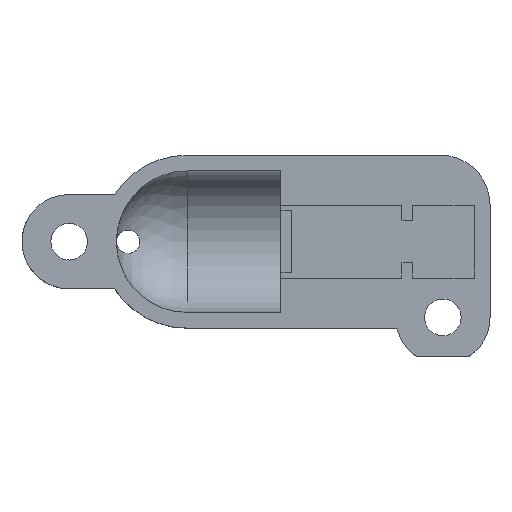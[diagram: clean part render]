
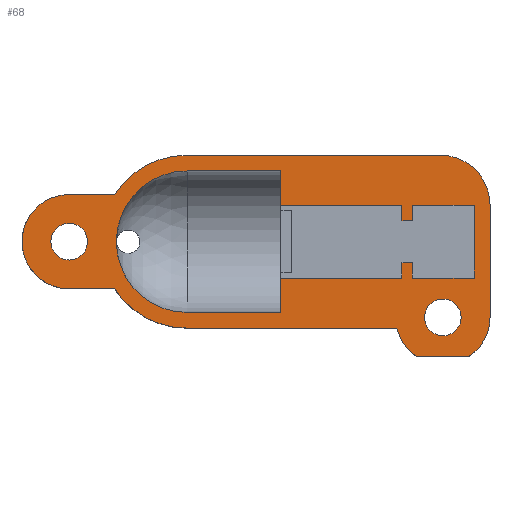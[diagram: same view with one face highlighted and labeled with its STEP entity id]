
A CAD part, top view. The second image highlights one B-rep face of the part: STEP entity #68.
In plain terms, the highlighted planar face has unit normal (0, 0, 1).
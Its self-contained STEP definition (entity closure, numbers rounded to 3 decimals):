
#21 = EDGE_CURVE('',#22,#24,#26,.T.);
#22 = VERTEX_POINT('',#23);
#23 = CARTESIAN_POINT('',(4.5,4.5,8.25));
#24 = VERTEX_POINT('',#25);
#25 = CARTESIAN_POINT('',(0.,0.,8.25));
#26 = CIRCLE('',#27,4.5);
#27 = AXIS2_PLACEMENT_3D('',#28,#29,#30);
#28 = CARTESIAN_POINT('',(4.5,0.,8.25));
#29 = DIRECTION('',(0.,0.,1.));
#30 = DIRECTION('',(-1.,0.,0.));
#68 = ADVANCED_FACE('',(#69,#196,#207,#218),#358,.T.);
#69 = FACE_BOUND('',#70,.T.);
#70 = EDGE_LOOP('',(#71,#72,#81,#89,#98,#106,#115,#123,#132,#140,#148,
    #156,#165,#173,#181,#190));
#71 = ORIENTED_EDGE('',*,*,#21,.T.);
#72 = ORIENTED_EDGE('',*,*,#73,.T.);
#73 = EDGE_CURVE('',#24,#74,#76,.T.);
#74 = VERTEX_POINT('',#75);
#75 = CARTESIAN_POINT('',(4.5,-4.5,8.25));
#76 = CIRCLE('',#77,4.5);
#77 = AXIS2_PLACEMENT_3D('',#78,#79,#80);
#78 = CARTESIAN_POINT('',(4.5,0.,8.25));
#79 = DIRECTION('',(0.,0.,1.));
#80 = DIRECTION('',(-1.,0.,0.));
#81 = ORIENTED_EDGE('',*,*,#82,.F.);
#82 = EDGE_CURVE('',#83,#74,#85,.T.);
#83 = VERTEX_POINT('',#84);
#84 = CARTESIAN_POINT('',(8.835,-4.5,8.25));
#85 = LINE('',#86,#87);
#86 = CARTESIAN_POINT('',(14.75,-4.5,8.25));
#87 = VECTOR('',#88,1.);
#88 = DIRECTION('',(-1.,0.,0.));
#89 = ORIENTED_EDGE('',*,*,#90,.T.);
#90 = EDGE_CURVE('',#83,#91,#93,.T.);
#91 = VERTEX_POINT('',#92);
#92 = CARTESIAN_POINT('',(15.75,-8.25,8.25));
#93 = CIRCLE('',#94,8.25);
#94 = AXIS2_PLACEMENT_3D('',#95,#96,#97);
#95 = CARTESIAN_POINT('',(15.75,0.,8.25));
#96 = DIRECTION('',(0.,0.,1.));
#97 = DIRECTION('',(-1.,0.,0.));
#98 = ORIENTED_EDGE('',*,*,#99,.F.);
#99 = EDGE_CURVE('',#100,#91,#102,.T.);
#100 = VERTEX_POINT('',#101);
#101 = CARTESIAN_POINT('',(35.768,-8.25,8.25));
#102 = LINE('',#103,#104);
#103 = CARTESIAN_POINT('',(20.375,-8.25,8.25));
#104 = VECTOR('',#105,1.);
#105 = DIRECTION('',(-1.,0.,0.));
#106 = ORIENTED_EDGE('',*,*,#107,.T.);
#107 = EDGE_CURVE('',#100,#108,#110,.T.);
#108 = VERTEX_POINT('',#109);
#109 = CARTESIAN_POINT('',(37.663,-10.975,8.25));
#110 = CIRCLE('',#111,4.5);
#111 = AXIS2_PLACEMENT_3D('',#112,#113,#114);
#112 = CARTESIAN_POINT('',(40.15,-7.225,8.25));
#113 = DIRECTION('',(0.,0.,1.));
#114 = DIRECTION('',(-1.,0.,0.));
#115 = ORIENTED_EDGE('',*,*,#116,.T.);
#116 = EDGE_CURVE('',#108,#117,#119,.T.);
#117 = VERTEX_POINT('',#118);
#118 = CARTESIAN_POINT('',(42.637,-10.975,8.25));
#119 = LINE('',#120,#121);
#120 = CARTESIAN_POINT('',(23.663,-10.975,8.25));
#121 = VECTOR('',#122,1.);
#122 = DIRECTION('',(1.,0.,0.));
#123 = ORIENTED_EDGE('',*,*,#124,.T.);
#124 = EDGE_CURVE('',#117,#125,#127,.T.);
#125 = VERTEX_POINT('',#126);
#126 = CARTESIAN_POINT('',(44.65,-7.225,8.25));
#127 = CIRCLE('',#128,4.5);
#128 = AXIS2_PLACEMENT_3D('',#129,#130,#131);
#129 = CARTESIAN_POINT('',(40.15,-7.225,8.25));
#130 = DIRECTION('',(0.,0.,1.));
#131 = DIRECTION('',(-1.,0.,0.));
#132 = ORIENTED_EDGE('',*,*,#133,.T.);
#133 = EDGE_CURVE('',#125,#134,#136,.T.);
#134 = VERTEX_POINT('',#135);
#135 = CARTESIAN_POINT('',(44.65,-3.475,8.25));
#136 = LINE('',#137,#138);
#137 = CARTESIAN_POINT('',(44.65,-1.738,8.25));
#138 = VECTOR('',#139,1.);
#139 = DIRECTION('',(0.,1.,0.));
#140 = ORIENTED_EDGE('',*,*,#141,.F.);
#141 = EDGE_CURVE('',#142,#134,#144,.T.);
#142 = VERTEX_POINT('',#143);
#143 = CARTESIAN_POINT('',(44.65,3.475,8.25));
#144 = LINE('',#145,#146);
#145 = CARTESIAN_POINT('',(44.65,1.738,8.25));
#146 = VECTOR('',#147,1.);
#147 = DIRECTION('',(0.,-1.,0.));
#148 = ORIENTED_EDGE('',*,*,#149,.F.);
#149 = EDGE_CURVE('',#150,#142,#152,.T.);
#150 = VERTEX_POINT('',#151);
#151 = CARTESIAN_POINT('',(44.65,3.505,8.25));
#152 = LINE('',#153,#154);
#153 = CARTESIAN_POINT('',(44.65,1.738,8.25));
#154 = VECTOR('',#155,1.);
#155 = DIRECTION('',(0.,-1.,0.));
#156 = ORIENTED_EDGE('',*,*,#157,.T.);
#157 = EDGE_CURVE('',#150,#158,#160,.T.);
#158 = VERTEX_POINT('',#159);
#159 = CARTESIAN_POINT('',(39.9,8.255,8.25));
#160 = CIRCLE('',#161,4.75);
#161 = AXIS2_PLACEMENT_3D('',#162,#163,#164);
#162 = CARTESIAN_POINT('',(39.9,3.505,8.25));
#163 = DIRECTION('',(0.,0.,1.));
#164 = DIRECTION('',(0.,1.,0.));
#165 = ORIENTED_EDGE('',*,*,#166,.F.);
#166 = EDGE_CURVE('',#167,#158,#169,.T.);
#167 = VERTEX_POINT('',#168);
#168 = CARTESIAN_POINT('',(15.75,8.255,8.25));
#169 = LINE('',#170,#171);
#170 = CARTESIAN_POINT('',(23.663,8.255,8.25));
#171 = VECTOR('',#172,1.);
#172 = DIRECTION('',(1.,0.,0.));
#173 = ORIENTED_EDGE('',*,*,#174,.T.);
#174 = EDGE_CURVE('',#167,#175,#177,.T.);
#175 = VERTEX_POINT('',#176);
#176 = CARTESIAN_POINT('',(15.75,8.25,8.25));
#177 = LINE('',#178,#179);
#178 = CARTESIAN_POINT('',(15.75,4.125,8.25));
#179 = VECTOR('',#180,1.);
#180 = DIRECTION('',(0.,-1.,0.));
#181 = ORIENTED_EDGE('',*,*,#182,.T.);
#182 = EDGE_CURVE('',#175,#183,#185,.T.);
#183 = VERTEX_POINT('',#184);
#184 = CARTESIAN_POINT('',(8.835,4.5,8.25));
#185 = CIRCLE('',#186,8.25);
#186 = AXIS2_PLACEMENT_3D('',#187,#188,#189);
#187 = CARTESIAN_POINT('',(15.75,0.,8.25));
#188 = DIRECTION('',(0.,0.,1.));
#189 = DIRECTION('',(-1.,0.,0.));
#190 = ORIENTED_EDGE('',*,*,#191,.T.);
#191 = EDGE_CURVE('',#183,#22,#192,.T.);
#192 = LINE('',#193,#194);
#193 = CARTESIAN_POINT('',(14.75,4.5,8.25));
#194 = VECTOR('',#195,1.);
#195 = DIRECTION('',(-1.,0.,0.));
#196 = FACE_BOUND('',#197,.T.);
#197 = EDGE_LOOP('',(#198));
#198 = ORIENTED_EDGE('',*,*,#199,.F.);
#199 = EDGE_CURVE('',#200,#200,#202,.T.);
#200 = VERTEX_POINT('',#201);
#201 = CARTESIAN_POINT('',(38.4,-7.225,8.25));
#202 = CIRCLE('',#203,1.75);
#203 = AXIS2_PLACEMENT_3D('',#204,#205,#206);
#204 = CARTESIAN_POINT('',(40.15,-7.225,8.25));
#205 = DIRECTION('',(0.,0.,1.));
#206 = DIRECTION('',(-1.,0.,0.));
#207 = FACE_BOUND('',#208,.T.);
#208 = EDGE_LOOP('',(#209));
#209 = ORIENTED_EDGE('',*,*,#210,.F.);
#210 = EDGE_CURVE('',#211,#211,#213,.T.);
#211 = VERTEX_POINT('',#212);
#212 = CARTESIAN_POINT('',(2.75,0.,8.25));
#213 = CIRCLE('',#214,1.75);
#214 = AXIS2_PLACEMENT_3D('',#215,#216,#217);
#215 = CARTESIAN_POINT('',(4.5,0.,8.25));
#216 = DIRECTION('',(0.,0.,1.));
#217 = DIRECTION('',(-1.,0.,0.));
#218 = FACE_BOUND('',#219,.T.);
#219 = EDGE_LOOP('',(#220,#230,#238,#246,#254,#262,#270,#278,#286,#294,
    #302,#311,#320,#328,#336,#344,#352));
#220 = ORIENTED_EDGE('',*,*,#221,.F.);
#221 = EDGE_CURVE('',#222,#224,#226,.T.);
#222 = VERTEX_POINT('',#223);
#223 = CARTESIAN_POINT('',(37.25,3.475,8.25));
#224 = VERTEX_POINT('',#225);
#225 = CARTESIAN_POINT('',(37.25,2.,8.25));
#226 = LINE('',#227,#228);
#227 = CARTESIAN_POINT('',(37.25,1.,8.25));
#228 = VECTOR('',#229,1.);
#229 = DIRECTION('',(0.,-1.,0.));
#230 = ORIENTED_EDGE('',*,*,#231,.T.);
#231 = EDGE_CURVE('',#222,#232,#234,.T.);
#232 = VERTEX_POINT('',#233);
#233 = CARTESIAN_POINT('',(43.15,3.475,8.25));
#234 = LINE('',#235,#236);
#235 = CARTESIAN_POINT('',(23.663,3.475,8.25));
#236 = VECTOR('',#237,1.);
#237 = DIRECTION('',(1.,0.,0.));
#238 = ORIENTED_EDGE('',*,*,#239,.F.);
#239 = EDGE_CURVE('',#240,#232,#242,.T.);
#240 = VERTEX_POINT('',#241);
#241 = CARTESIAN_POINT('',(43.15,-3.475,8.25));
#242 = LINE('',#243,#244);
#243 = CARTESIAN_POINT('',(43.15,1.738,8.25));
#244 = VECTOR('',#245,1.);
#245 = DIRECTION('',(0.,1.,0.));
#246 = ORIENTED_EDGE('',*,*,#247,.F.);
#247 = EDGE_CURVE('',#248,#240,#250,.T.);
#248 = VERTEX_POINT('',#249);
#249 = CARTESIAN_POINT('',(37.25,-3.475,8.25));
#250 = LINE('',#251,#252);
#251 = CARTESIAN_POINT('',(23.663,-3.475,8.25));
#252 = VECTOR('',#253,1.);
#253 = DIRECTION('',(1.,0.,0.));
#254 = ORIENTED_EDGE('',*,*,#255,.T.);
#255 = EDGE_CURVE('',#248,#256,#258,.T.);
#256 = VERTEX_POINT('',#257);
#257 = CARTESIAN_POINT('',(37.25,-2.,8.25));
#258 = LINE('',#259,#260);
#259 = CARTESIAN_POINT('',(37.25,-1.,8.25));
#260 = VECTOR('',#261,1.);
#261 = DIRECTION('',(0.,1.,0.));
#262 = ORIENTED_EDGE('',*,*,#263,.F.);
#263 = EDGE_CURVE('',#264,#256,#266,.T.);
#264 = VERTEX_POINT('',#265);
#265 = CARTESIAN_POINT('',(36.25,-2.,8.25));
#266 = LINE('',#267,#268);
#267 = CARTESIAN_POINT('',(30.875,-2.,8.25));
#268 = VECTOR('',#269,1.);
#269 = DIRECTION('',(1.,0.,0.));
#270 = ORIENTED_EDGE('',*,*,#271,.T.);
#271 = EDGE_CURVE('',#264,#272,#274,.T.);
#272 = VERTEX_POINT('',#273);
#273 = CARTESIAN_POINT('',(36.25,-3.475,8.25));
#274 = LINE('',#275,#276);
#275 = CARTESIAN_POINT('',(36.25,-1.,8.25));
#276 = VECTOR('',#277,1.);
#277 = DIRECTION('',(0.,-1.,0.));
#278 = ORIENTED_EDGE('',*,*,#279,.F.);
#279 = EDGE_CURVE('',#280,#272,#282,.T.);
#280 = VERTEX_POINT('',#281);
#281 = CARTESIAN_POINT('',(24.7,-3.475,8.25));
#282 = LINE('',#283,#284);
#283 = CARTESIAN_POINT('',(23.663,-3.475,8.25));
#284 = VECTOR('',#285,1.);
#285 = DIRECTION('',(1.,0.,0.));
#286 = ORIENTED_EDGE('',*,*,#287,.F.);
#287 = EDGE_CURVE('',#288,#280,#290,.T.);
#288 = VERTEX_POINT('',#289);
#289 = CARTESIAN_POINT('',(24.7,-6.75,8.25));
#290 = LINE('',#291,#292);
#291 = CARTESIAN_POINT('',(24.7,0.,8.25));
#292 = VECTOR('',#293,1.);
#293 = DIRECTION('',(0.,1.,0.));
#294 = ORIENTED_EDGE('',*,*,#295,.F.);
#295 = EDGE_CURVE('',#296,#288,#298,.T.);
#296 = VERTEX_POINT('',#297);
#297 = CARTESIAN_POINT('',(15.75,-6.75,8.25));
#298 = LINE('',#299,#300);
#299 = CARTESIAN_POINT('',(15.75,-6.75,8.25));
#300 = VECTOR('',#301,1.);
#301 = DIRECTION('',(1.,0.,0.));
#302 = ORIENTED_EDGE('',*,*,#303,.F.);
#303 = EDGE_CURVE('',#304,#296,#306,.T.);
#304 = VERTEX_POINT('',#305);
#305 = CARTESIAN_POINT('',(9.,0.,8.25));
#306 = CIRCLE('',#307,6.75);
#307 = AXIS2_PLACEMENT_3D('',#308,#309,#310);
#308 = CARTESIAN_POINT('',(15.75,0.,8.25));
#309 = DIRECTION('',(-0.,0.,1.));
#310 = DIRECTION('',(0.,-1.,0.));
#311 = ORIENTED_EDGE('',*,*,#312,.F.);
#312 = EDGE_CURVE('',#313,#304,#315,.T.);
#313 = VERTEX_POINT('',#314);
#314 = CARTESIAN_POINT('',(15.75,6.75,8.25));
#315 = CIRCLE('',#316,6.75);
#316 = AXIS2_PLACEMENT_3D('',#317,#318,#319);
#317 = CARTESIAN_POINT('',(15.75,0.,8.25));
#318 = DIRECTION('',(-0.,0.,1.));
#319 = DIRECTION('',(0.,-1.,0.));
#320 = ORIENTED_EDGE('',*,*,#321,.T.);
#321 = EDGE_CURVE('',#313,#322,#324,.T.);
#322 = VERTEX_POINT('',#323);
#323 = CARTESIAN_POINT('',(24.7,6.75,8.25));
#324 = LINE('',#325,#326);
#325 = CARTESIAN_POINT('',(15.75,6.75,8.25));
#326 = VECTOR('',#327,1.);
#327 = DIRECTION('',(1.,0.,0.));
#328 = ORIENTED_EDGE('',*,*,#329,.F.);
#329 = EDGE_CURVE('',#330,#322,#332,.T.);
#330 = VERTEX_POINT('',#331);
#331 = CARTESIAN_POINT('',(24.7,3.475,8.25));
#332 = LINE('',#333,#334);
#333 = CARTESIAN_POINT('',(24.7,0.,8.25));
#334 = VECTOR('',#335,1.);
#335 = DIRECTION('',(0.,1.,0.));
#336 = ORIENTED_EDGE('',*,*,#337,.T.);
#337 = EDGE_CURVE('',#330,#338,#340,.T.);
#338 = VERTEX_POINT('',#339);
#339 = CARTESIAN_POINT('',(36.25,3.475,8.25));
#340 = LINE('',#341,#342);
#341 = CARTESIAN_POINT('',(23.663,3.475,8.25));
#342 = VECTOR('',#343,1.);
#343 = DIRECTION('',(1.,0.,0.));
#344 = ORIENTED_EDGE('',*,*,#345,.F.);
#345 = EDGE_CURVE('',#346,#338,#348,.T.);
#346 = VERTEX_POINT('',#347);
#347 = CARTESIAN_POINT('',(36.25,2.,8.25));
#348 = LINE('',#349,#350);
#349 = CARTESIAN_POINT('',(36.25,1.,8.25));
#350 = VECTOR('',#351,1.);
#351 = DIRECTION('',(0.,1.,0.));
#352 = ORIENTED_EDGE('',*,*,#353,.T.);
#353 = EDGE_CURVE('',#346,#224,#354,.T.);
#354 = LINE('',#355,#356);
#355 = CARTESIAN_POINT('',(30.875,2.,8.25));
#356 = VECTOR('',#357,1.);
#357 = DIRECTION('',(1.,0.,0.));
#358 = PLANE('',#359);
#359 = AXIS2_PLACEMENT_3D('',#360,#361,#362);
#360 = CARTESIAN_POINT('',(25.,0.,8.25));
#361 = DIRECTION('',(0.,0.,1.));
#362 = DIRECTION('',(1.,0.,0.));
